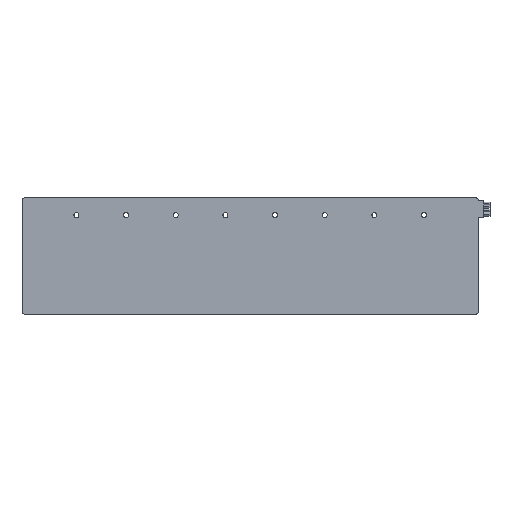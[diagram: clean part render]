
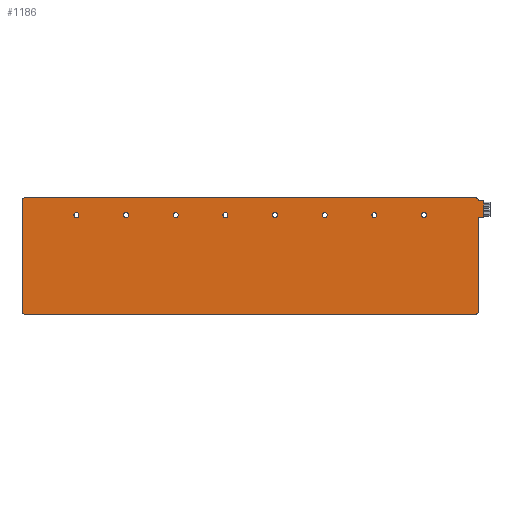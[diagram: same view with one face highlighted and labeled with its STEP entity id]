
A CAD part, top view. The second image highlights one B-rep face of the part: STEP entity #1186.
In plain terms, the highlighted planar face has unit normal (0, 0, 1).
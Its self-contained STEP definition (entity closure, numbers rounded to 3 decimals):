
#231=CARTESIAN_POINT('',(149.333,35.05,4.2));
#232=DIRECTION('',(0.,0.,1.));
#233=DIRECTION('',(1.,0.,0.));
#234=AXIS2_PLACEMENT_3D('',#231,#232,#233);
#236=CARTESIAN_POINT('',(149.333,35.05,4.2));
#237=DIRECTION('',(0.,0.,1.));
#238=DIRECTION('',(-1.,0.,0.));
#239=AXIS2_PLACEMENT_3D('',#236,#237,#238);
#241=CARTESIAN_POINT('',(106.666,35.05,4.2));
#242=DIRECTION('',(0.,0.,1.));
#243=DIRECTION('',(1.,0.,0.));
#244=AXIS2_PLACEMENT_3D('',#241,#242,#243);
#246=CARTESIAN_POINT('',(106.666,35.05,4.2));
#247=DIRECTION('',(0.,0.,1.));
#248=DIRECTION('',(-1.,0.,0.));
#249=AXIS2_PLACEMENT_3D('',#246,#247,#248);
#251=CARTESIAN_POINT('',(63.999,35.05,4.2));
#252=DIRECTION('',(0.,0.,1.));
#253=DIRECTION('',(1.,0.,0.));
#254=AXIS2_PLACEMENT_3D('',#251,#252,#253);
#256=CARTESIAN_POINT('',(63.999,35.05,4.2));
#257=DIRECTION('',(0.,0.,1.));
#258=DIRECTION('',(-1.,0.,0.));
#259=AXIS2_PLACEMENT_3D('',#256,#257,#258);
#261=CARTESIAN_POINT('',(21.332,35.05,4.2));
#262=DIRECTION('',(0.,0.,1.));
#263=DIRECTION('',(1.,0.,0.));
#264=AXIS2_PLACEMENT_3D('',#261,#262,#263);
#266=CARTESIAN_POINT('',(21.332,35.05,4.2));
#267=DIRECTION('',(0.,0.,1.));
#268=DIRECTION('',(-1.,0.,0.));
#269=AXIS2_PLACEMENT_3D('',#266,#267,#268);
#271=CARTESIAN_POINT('',(-21.335,35.05,4.2));
#272=DIRECTION('',(0.,0.,1.));
#273=DIRECTION('',(1.,0.,0.));
#274=AXIS2_PLACEMENT_3D('',#271,#272,#273);
#276=CARTESIAN_POINT('',(-21.335,35.05,4.2));
#277=DIRECTION('',(0.,0.,1.));
#278=DIRECTION('',(-1.,0.,0.));
#279=AXIS2_PLACEMENT_3D('',#276,#277,#278);
#281=CARTESIAN_POINT('',(-64.002,35.05,4.2));
#282=DIRECTION('',(0.,0.,1.));
#283=DIRECTION('',(1.,0.,0.));
#284=AXIS2_PLACEMENT_3D('',#281,#282,#283);
#286=CARTESIAN_POINT('',(-64.002,35.05,4.2));
#287=DIRECTION('',(0.,0.,1.));
#288=DIRECTION('',(-1.,0.,0.));
#289=AXIS2_PLACEMENT_3D('',#286,#287,#288);
#291=CARTESIAN_POINT('',(-106.669,35.05,4.2));
#292=DIRECTION('',(0.,0.,1.));
#293=DIRECTION('',(1.,0.,0.));
#294=AXIS2_PLACEMENT_3D('',#291,#292,#293);
#296=CARTESIAN_POINT('',(-106.669,35.05,4.2));
#297=DIRECTION('',(0.,0.,1.));
#298=DIRECTION('',(-1.,0.,0.));
#299=AXIS2_PLACEMENT_3D('',#296,#297,#298);
#301=CARTESIAN_POINT('',(-149.336,35.05,4.2));
#302=DIRECTION('',(0.,0.,1.));
#303=DIRECTION('',(1.,0.,0.));
#304=AXIS2_PLACEMENT_3D('',#301,#302,#303);
#306=CARTESIAN_POINT('',(-149.336,35.05,4.2));
#307=DIRECTION('',(0.,0.,1.));
#308=DIRECTION('',(-1.,0.,0.));
#309=AXIS2_PLACEMENT_3D('',#306,#307,#308);
#311=DIRECTION('',(0.,1.,0.));
#312=VECTOR('',#311,0.25);
#313=CARTESIAN_POINT('',(196.,47.4,4.2));
#314=LINE('',#313,#312);
#315=DIRECTION('',(1.,0.,0.));
#316=VECTOR('',#315,4.6);
#317=CARTESIAN_POINT('',(196.,47.4,4.2));
#318=LINE('',#317,#316);
#319=DIRECTION('',(1.,0.,0.));
#320=VECTOR('',#319,4.6);
#321=CARTESIAN_POINT('',(196.,32.8,4.2));
#322=LINE('',#321,#320);
#323=DIRECTION('',(0.,1.,0.));
#324=VECTOR('',#323,80.55);
#325=CARTESIAN_POINT('',(196.,-47.75,4.2));
#326=LINE('',#325,#324);
#327=CARTESIAN_POINT('',(193.8,-47.75,4.2));
#328=DIRECTION('',(0.,0.,1.));
#329=DIRECTION('',(0.,-1.,0.));
#330=AXIS2_PLACEMENT_3D('',#327,#328,#329);
#332=DIRECTION('',(1.,0.,0.));
#333=VECTOR('',#332,387.6);
#334=CARTESIAN_POINT('',(-193.8,-49.95,4.2));
#335=LINE('',#334,#333);
#336=CARTESIAN_POINT('',(-193.8,-47.75,4.2));
#337=DIRECTION('',(0.,0.,1.));
#338=DIRECTION('',(-1.,0.,0.));
#339=AXIS2_PLACEMENT_3D('',#336,#337,#338);
#341=DIRECTION('',(0.,-1.,0.));
#342=VECTOR('',#341,95.4);
#343=CARTESIAN_POINT('',(-196.,47.65,4.2));
#344=LINE('',#343,#342);
#345=CARTESIAN_POINT('',(-193.8,47.65,4.2));
#346=DIRECTION('',(0.,0.,1.));
#347=DIRECTION('',(0.,1.,0.));
#348=AXIS2_PLACEMENT_3D('',#345,#346,#347);
#350=DIRECTION('',(-1.,0.,0.));
#351=VECTOR('',#350,387.6);
#352=CARTESIAN_POINT('',(193.8,49.85,4.2));
#353=LINE('',#352,#351);
#354=CARTESIAN_POINT('',(193.8,47.65,4.2));
#355=DIRECTION('',(0.,0.,1.));
#356=DIRECTION('',(1.,0.,0.));
#357=AXIS2_PLACEMENT_3D('',#354,#355,#356);
#437=DIRECTION('',(0.,1.,0.));
#438=VECTOR('',#437,14.6);
#439=CARTESIAN_POINT('',(200.6,32.8,4.2));
#440=LINE('',#439,#438);
#695=CARTESIAN_POINT('',(-193.8,49.85,4.2));
#696=VERTEX_POINT('',#695);
#697=CARTESIAN_POINT('',(-196.,47.65,4.2));
#698=VERTEX_POINT('',#697);
#703=CARTESIAN_POINT('',(-196.,-47.75,4.2));
#704=VERTEX_POINT('',#703);
#705=CARTESIAN_POINT('',(-193.8,-49.95,4.2));
#706=VERTEX_POINT('',#705);
#711=CARTESIAN_POINT('',(193.8,-49.95,4.2));
#712=VERTEX_POINT('',#711);
#713=CARTESIAN_POINT('',(196.,-47.75,4.2));
#714=VERTEX_POINT('',#713);
#719=CARTESIAN_POINT('',(196.,47.65,4.2));
#720=VERTEX_POINT('',#719);
#721=CARTESIAN_POINT('',(193.8,49.85,4.2));
#722=VERTEX_POINT('',#721);
#723=CARTESIAN_POINT('',(151.483,35.05,4.2));
#724=CARTESIAN_POINT('',(147.183,35.05,4.2));
#725=VERTEX_POINT('',#723);
#726=VERTEX_POINT('',#724);
#731=CARTESIAN_POINT('',(108.816,35.05,4.2));
#732=CARTESIAN_POINT('',(104.516,35.05,4.2));
#733=VERTEX_POINT('',#731);
#734=VERTEX_POINT('',#732);
#739=CARTESIAN_POINT('',(66.149,35.05,4.2));
#740=CARTESIAN_POINT('',(61.849,35.05,4.2));
#741=VERTEX_POINT('',#739);
#742=VERTEX_POINT('',#740);
#747=CARTESIAN_POINT('',(23.482,35.05,4.2));
#748=CARTESIAN_POINT('',(19.182,35.05,4.2));
#749=VERTEX_POINT('',#747);
#750=VERTEX_POINT('',#748);
#755=CARTESIAN_POINT('',(-19.185,35.05,4.2));
#756=CARTESIAN_POINT('',(-23.485,35.05,4.2));
#757=VERTEX_POINT('',#755);
#758=VERTEX_POINT('',#756);
#763=CARTESIAN_POINT('',(-61.852,35.05,4.2));
#764=CARTESIAN_POINT('',(-66.152,35.05,4.2));
#765=VERTEX_POINT('',#763);
#766=VERTEX_POINT('',#764);
#771=CARTESIAN_POINT('',(-104.519,35.05,4.2));
#772=CARTESIAN_POINT('',(-108.819,35.05,4.2));
#773=VERTEX_POINT('',#771);
#774=VERTEX_POINT('',#772);
#779=CARTESIAN_POINT('',(-147.186,35.05,4.2));
#780=CARTESIAN_POINT('',(-151.486,35.05,4.2));
#781=VERTEX_POINT('',#779);
#782=VERTEX_POINT('',#780);
#820=CARTESIAN_POINT('',(200.6,47.4,4.2));
#822=VERTEX_POINT('',#820);
#823=CARTESIAN_POINT('',(200.6,32.8,4.2));
#825=VERTEX_POINT('',#823);
#847=CARTESIAN_POINT('',(196.,47.4,4.2));
#848=VERTEX_POINT('',#847);
#849=CARTESIAN_POINT('',(196.,32.8,4.2));
#850=VERTEX_POINT('',#849);
#1113=CARTESIAN_POINT('',(0.,-0.05,4.2));
#1114=DIRECTION('',(0.,0.,1.));
#1115=DIRECTION('',(1.,0.,0.));
#1116=AXIS2_PLACEMENT_3D('',#1113,#1114,#1115);
#1117=PLANE('',#1116);
#1118=ORIENTED_EDGE('',*,*,#1007,.F.);
#1120=ORIENTED_EDGE('',*,*,#1119,.T.);
#1122=ORIENTED_EDGE('',*,*,#1121,.F.);
#1123=ORIENTED_EDGE('',*,*,#1105,.F.);
#1124=ORIENTED_EDGE('',*,*,#1013,.F.);
#1126=ORIENTED_EDGE('',*,*,#1125,.F.);
#1128=ORIENTED_EDGE('',*,*,#1127,.F.);
#1130=ORIENTED_EDGE('',*,*,#1129,.F.);
#1132=ORIENTED_EDGE('',*,*,#1131,.F.);
#1133=ORIENTED_EDGE('',*,*,#963,.F.);
#1134=ORIENTED_EDGE('',*,*,#979,.F.);
#1135=ORIENTED_EDGE('',*,*,#992,.F.);
#1136=EDGE_LOOP('',(#1118,#1120,#1122,#1123,#1124,#1126,#1128,#1130,#1132,#1133,
#1134,#1135));
#1137=FACE_OUTER_BOUND('',#1136,.F.);
#1139=ORIENTED_EDGE('',*,*,#1138,.T.);
#1141=ORIENTED_EDGE('',*,*,#1140,.T.);
#1142=EDGE_LOOP('',(#1139,#1141));
#1143=FACE_BOUND('',#1142,.F.);
#1145=ORIENTED_EDGE('',*,*,#1144,.T.);
#1147=ORIENTED_EDGE('',*,*,#1146,.T.);
#1148=EDGE_LOOP('',(#1145,#1147));
#1149=FACE_BOUND('',#1148,.F.);
#1151=ORIENTED_EDGE('',*,*,#1150,.T.);
#1153=ORIENTED_EDGE('',*,*,#1152,.T.);
#1154=EDGE_LOOP('',(#1151,#1153));
#1155=FACE_BOUND('',#1154,.F.);
#1157=ORIENTED_EDGE('',*,*,#1156,.T.);
#1159=ORIENTED_EDGE('',*,*,#1158,.T.);
#1160=EDGE_LOOP('',(#1157,#1159));
#1161=FACE_BOUND('',#1160,.F.);
#1163=ORIENTED_EDGE('',*,*,#1162,.T.);
#1165=ORIENTED_EDGE('',*,*,#1164,.T.);
#1166=EDGE_LOOP('',(#1163,#1165));
#1167=FACE_BOUND('',#1166,.F.);
#1169=ORIENTED_EDGE('',*,*,#1168,.T.);
#1171=ORIENTED_EDGE('',*,*,#1170,.T.);
#1172=EDGE_LOOP('',(#1169,#1171));
#1173=FACE_BOUND('',#1172,.F.);
#1175=ORIENTED_EDGE('',*,*,#1174,.T.);
#1177=ORIENTED_EDGE('',*,*,#1176,.T.);
#1178=EDGE_LOOP('',(#1175,#1177));
#1179=FACE_BOUND('',#1178,.F.);
#1181=ORIENTED_EDGE('',*,*,#1180,.T.);
#1183=ORIENTED_EDGE('',*,*,#1182,.T.);
#1184=EDGE_LOOP('',(#1181,#1183));
#1185=FACE_BOUND('',#1184,.F.);
#235=CIRCLE('',#234,2.15);
#240=CIRCLE('',#239,2.15);
#245=CIRCLE('',#244,2.15);
#250=CIRCLE('',#249,2.15);
#255=CIRCLE('',#254,2.15);
#260=CIRCLE('',#259,2.15);
#265=CIRCLE('',#264,2.15);
#270=CIRCLE('',#269,2.15);
#275=CIRCLE('',#274,2.15);
#280=CIRCLE('',#279,2.15);
#285=CIRCLE('',#284,2.15);
#290=CIRCLE('',#289,2.15);
#295=CIRCLE('',#294,2.15);
#300=CIRCLE('',#299,2.15);
#305=CIRCLE('',#304,2.15);
#310=CIRCLE('',#309,2.15);
#331=CIRCLE('',#330,2.2);
#340=CIRCLE('',#339,2.2);
#349=CIRCLE('',#348,2.2);
#358=CIRCLE('',#357,2.2);
#963=EDGE_CURVE('',#696,#698,#349,.T.);
#979=EDGE_CURVE('',#722,#696,#353,.T.);
#992=EDGE_CURVE('',#720,#722,#358,.T.);
#1007=EDGE_CURVE('',#848,#720,#314,.T.);
#1013=EDGE_CURVE('',#714,#850,#326,.T.);
#1105=EDGE_CURVE('',#850,#825,#322,.T.);
#1119=EDGE_CURVE('',#848,#822,#318,.T.);
#1121=EDGE_CURVE('',#825,#822,#440,.T.);
#1125=EDGE_CURVE('',#712,#714,#331,.T.);
#1127=EDGE_CURVE('',#706,#712,#335,.T.);
#1129=EDGE_CURVE('',#704,#706,#340,.T.);
#1131=EDGE_CURVE('',#698,#704,#344,.T.);
#1138=EDGE_CURVE('',#733,#734,#245,.T.);
#1140=EDGE_CURVE('',#734,#733,#250,.T.);
#1144=EDGE_CURVE('',#741,#742,#255,.T.);
#1146=EDGE_CURVE('',#742,#741,#260,.T.);
#1150=EDGE_CURVE('',#749,#750,#265,.T.);
#1152=EDGE_CURVE('',#750,#749,#270,.T.);
#1156=EDGE_CURVE('',#757,#758,#275,.T.);
#1158=EDGE_CURVE('',#758,#757,#280,.T.);
#1162=EDGE_CURVE('',#765,#766,#285,.T.);
#1164=EDGE_CURVE('',#766,#765,#290,.T.);
#1168=EDGE_CURVE('',#773,#774,#295,.T.);
#1170=EDGE_CURVE('',#774,#773,#300,.T.);
#1174=EDGE_CURVE('',#781,#782,#305,.T.);
#1176=EDGE_CURVE('',#782,#781,#310,.T.);
#1180=EDGE_CURVE('',#725,#726,#235,.T.);
#1182=EDGE_CURVE('',#726,#725,#240,.T.);
#1186=ADVANCED_FACE('',(#1137,#1143,#1149,#1155,#1161,#1167,#1173,#1179,#1185),
#1117,.T.);
